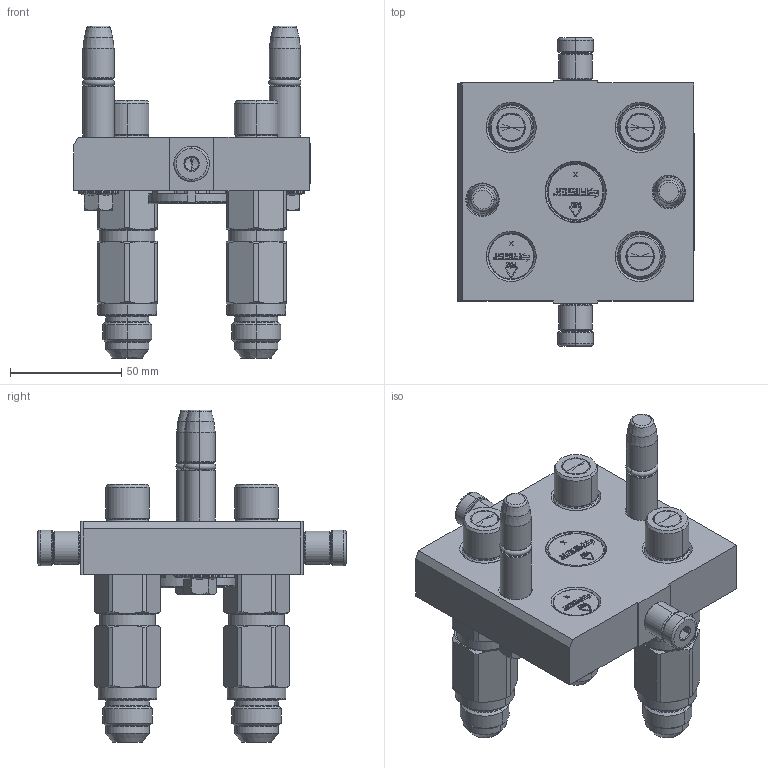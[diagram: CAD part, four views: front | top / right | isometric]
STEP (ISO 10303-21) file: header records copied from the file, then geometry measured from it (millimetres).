
FILE_DESCRIPTION (( 'STEP AP214' ), '1' );
FILE_NAME ('FASTER.step', '2023-05-29T13:34:44', ( '' ), ( '' ), 'SwSTEP 2.0', 'SolidWorks 2017', '' );
FILE_SCHEMA (( 'AUTOMOTIVE_DESIGN' ));
Length unit declared in the file: millimetre
Products named in the file (13): 4830_028_1000_011; TAPPO_38; 4830_013_3000_030; et002; 1540_080_0008_000; 4830_021_0000_000; FASTER; 4830_010_0000_011; 3ffnp3813_58sm; TAPPO_12; P506-1_M_BASE; or2_62x9_19_m
Assembly tree (19 placements, depth 3):
  FASTER
    P506-1_M_BASE
      4830_010_0000_011
      4830_021_0000_000  x2
      1540_080_0008_000  x2
      4830_013_3000_030  x2
      4830_028_1000_011  x2
      or2_62x9_19_m  x2
    3ffnp3813_58sm  x3
      3ffnp3813_58sm
    TAPPO_38
    TAPPO_12
    et002
Bounding box: 106.3 x 138.6 x 149.3 mm (x, y, z)
Volume: 19639.7 mm3; surface area: 109154.9 mm2
Topology: 7 solids, 47 shells, 2414 faces, 6648 edges, 4336 vertices
Faces by surface type: plane 1409, cylinder 465, cone 309, torus 174, bspline 51, sphere 6
Entity records: 75880 total; most frequent: CARTESIAN_POINT 16364, ORIENTED_EDGE 10170, DIRECTION 9654, EDGE_CURVE 5194, LINE 3810, VECTOR 3810, VERTEX_POINT 3388, AXIS2_PLACEMENT_3D 2922
